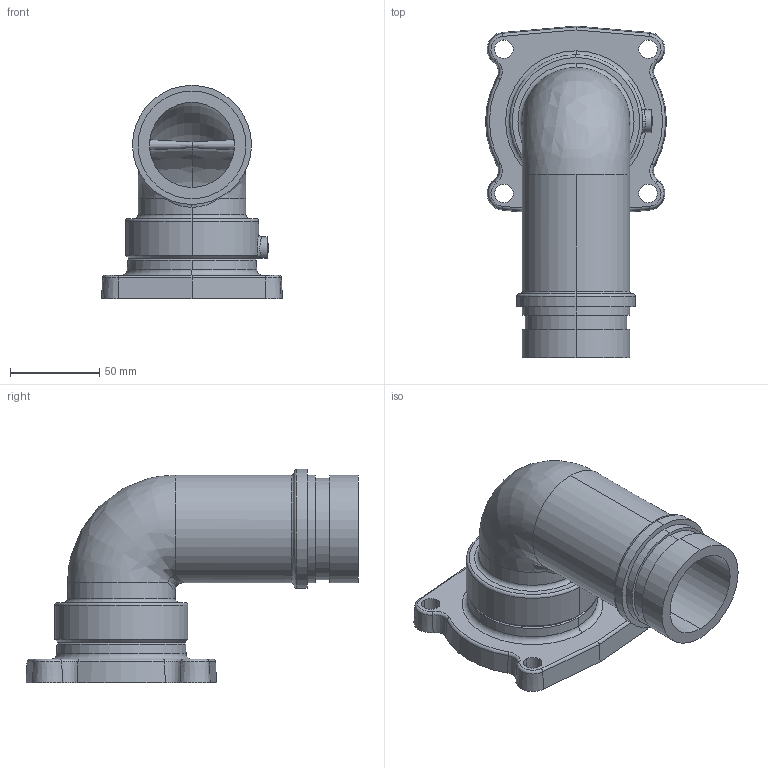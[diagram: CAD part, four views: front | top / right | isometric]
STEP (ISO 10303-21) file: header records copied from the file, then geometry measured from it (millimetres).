
FILE_DESCRIPTION((''),'2;1');
FILE_NAME('C42739_ASM','2006-11-28T',('bmill'),(''),'PRO/ENGINEER BY PARAMETRIC TECHNOLOGY CORPORATION, 2005110','PRO/ENGINEER BY PARAMETRIC TECHNOLOGY CORPORATION, 2005110','');
FILE_SCHEMA(('CONFIG_CONTROL_DESIGN'));
Length unit declared in the file: inch
Products named in the file (6): B42722; 704030; 757207; 765002; C43827; C42739_ASM
Assembly tree (54 placements, depth 2):
  C42739_ASM
    B42722
    704030  x50
    757207
    765002
    C43827
Bounding box: 101.39 x 186.05 x 119.47 mm (x, y, z)
Volume: 323115.6 mm3; surface area: 115322.9 mm2
Topology: 54 solids, 55 shells, 271 faces, 692 edges, 336 vertices
Faces by surface type: sphere 100, cylinder 53, cone 39, torus 37, plane 31, bspline 11
Entity records: 6292 total; most frequent: CARTESIAN_POINT 1772, DIRECTION 1037, ORIENTED_EDGE 784, AXIS2_PLACEMENT_3D 453, EDGE_CURVE 394, VERTEX_POINT 238, CIRCLE 229, EDGE_LOOP 198
